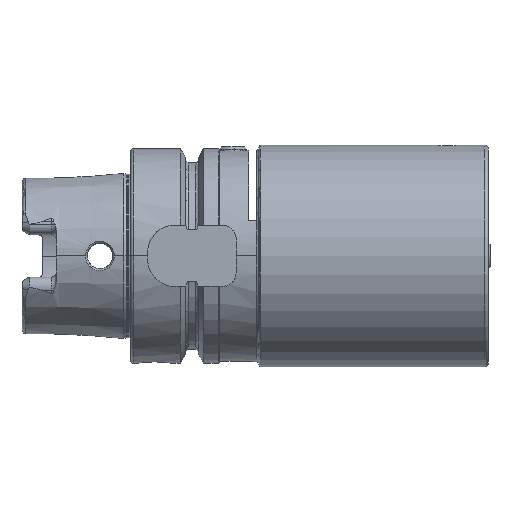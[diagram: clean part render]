
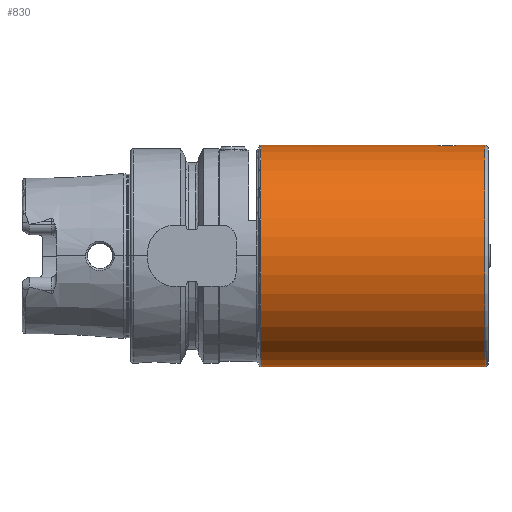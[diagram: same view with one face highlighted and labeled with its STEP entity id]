
A CAD part, top view. The second image highlights one B-rep face of the part: STEP entity #830.
In plain terms, the highlighted cylindrical face has radius 32.5 mm (diameter 65 mm), a partial arc.
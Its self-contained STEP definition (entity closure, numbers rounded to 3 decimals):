
#89 = FACE_OUTER_BOUND ( 'NONE', #2257, .T. ) ;
#473 = CARTESIAN_POINT ( 'NONE',  ( 94.026, 32.366, 2.948 ) ) ;
#830 = ADVANCED_FACE ( 'NONE', ( #89 ), #16250, .T. ) ;
#865 = CARTESIAN_POINT ( 'NONE',  ( 95.42, 32.434, 2.076 ) ) ;
#993 = CARTESIAN_POINT ( 'NONE',  ( 90.884, 32.415, 2.36 ) ) ;
#1292 = DIRECTION ( 'NONE',  ( 1., 0., 0. ) ) ;
#1363 = DIRECTION ( 'NONE',  ( 1., 0., 0. ) ) ;
#1584 = CARTESIAN_POINT ( 'NONE',  ( 104., 32.5, 0. ) ) ;
#1776 = EDGE_CURVE ( 'NONE', #3064, #12474, #7881, .T. ) ;
#2257 = EDGE_LOOP ( 'NONE', ( #12521, #11904, #5749, #18491, #9998, #6905, #9592 ) ) ;
#2286 = CARTESIAN_POINT ( 'NONE',  ( 94.597, 32.387, 2.706 ) ) ;
#2385 = AXIS2_PLACEMENT_3D ( 'NONE', #15036, #1363, #2950 ) ;
#2440 = CARTESIAN_POINT ( 'NONE',  ( 96.074, 32.484, 1.022 ) ) ;
#2589 = CARTESIAN_POINT ( 'NONE',  ( 96.248, 32.5, 0.209 ) ) ;
#2704 = LINE ( 'NONE', #17126, #11823 ) ;
#2782 = CARTESIAN_POINT ( 'NONE',  ( 91.976, 32.366, 2.948 ) ) ;
#2859 = CARTESIAN_POINT ( 'NONE',  ( 91.4, 32.387, 2.704 ) ) ;
#2950 = DIRECTION ( 'NONE',  ( 0., 1., 0. ) ) ;
#3064 = VERTEX_POINT ( 'NONE', #3569 ) ;
#3229 = CARTESIAN_POINT ( 'NONE',  ( 93., 32.352, 3.1 ) ) ;
#3301 = CARTESIAN_POINT ( 'NONE',  ( 89.925, 32.485, 1.02 ) ) ;
#3569 = CARTESIAN_POINT ( 'NONE',  ( 38.169, -32.5, 0. ) ) ;
#4185 = CARTESIAN_POINT ( 'NONE',  ( 96.248, 32.5, 0. ) ) ;
#4943 = CARTESIAN_POINT ( 'NONE',  ( 91.049, 32.405, 2.486 ) ) ;
#5248 = CIRCLE ( 'NONE', #8083, 32.5 ) ;
#5354 = EDGE_CURVE ( 'NONE', #15932, #14713, #17805, .T. ) ;
#5749 = ORIENTED_EDGE ( 'NONE', *, *, #20381, .F. ) ;
#5968 = CARTESIAN_POINT ( 'NONE',  ( 95.118, 32.415, 2.358 ) ) ;
#6125 = AXIS2_PLACEMENT_3D ( 'NONE', #18037, #21160, #12730 ) ;
#6752 = EDGE_CURVE ( 'NONE', #21589, #21788, #2704, .T. ) ;
#6905 = ORIENTED_EDGE ( 'NONE', *, *, #5354, .F. ) ;
#7089 = LINE ( 'NONE', #20166, #20198 ) ;
#7297 = CARTESIAN_POINT ( 'NONE',  ( 93.414, 32.354, 3.081 ) ) ;
#7382 = CARTESIAN_POINT ( 'NONE',  ( 93.207, 32.352, 3.1 ) ) ;
#7460 = CARTESIAN_POINT ( 'NONE',  ( 93.824, 32.361, 3.005 ) ) ;
#7712 = VERTEX_POINT ( 'NONE', #16289 ) ;
#7881 = LINE ( 'NONE', #8263, #13490 ) ;
#8083 = AXIS2_PLACEMENT_3D ( 'NONE', #17348, #12252, #13891 ) ;
#8263 = CARTESIAN_POINT ( 'NONE',  ( 105., -32.5, 0. ) ) ;
#9246 = CARTESIAN_POINT ( 'NONE',  ( 89.752, 32.5, 0. ) ) ;
#9321 = CARTESIAN_POINT ( 'NONE',  ( 89.752, 32.5, 0. ) ) ;
#9592 = ORIENTED_EDGE ( 'NONE', *, *, #20226, .F. ) ;
#9689 = CIRCLE ( 'NONE', #2385, 32.5 ) ;
#9998 = ORIENTED_EDGE ( 'NONE', *, *, #21445, .F. ) ;
#11151 = CARTESIAN_POINT ( 'NONE',  ( 95.905, 32.47, 1.4 ) ) ;
#11271 = CARTESIAN_POINT ( 'NONE',  ( 90.094, 32.47, 1.399 ) ) ;
#11410 = CARTESIAN_POINT ( 'NONE',  ( 89.861, 32.49, 0.823 ) ) ;
#11511 = CARTESIAN_POINT ( 'NONE',  ( 96.248, 32.5, 0. ) ) ;
#11823 = VECTOR ( 'NONE', #20833, 1000. ) ;
#11834 = CARTESIAN_POINT ( 'NONE',  ( 104., -32.5, 0. ) ) ;
#11850 = CARTESIAN_POINT ( 'NONE',  ( 90.578, 32.434, 2.074 ) ) ;
#11904 = ORIENTED_EDGE ( 'NONE', *, *, #1776, .T. ) ;
#12252 = DIRECTION ( 'NONE',  ( 1., 0., 0. ) ) ;
#12474 = VERTEX_POINT ( 'NONE', #11834 ) ;
#12521 = ORIENTED_EDGE ( 'NONE', *, *, #15992, .T. ) ;
#12730 = DIRECTION ( 'NONE',  ( 0., 1., 0. ) ) ;
#12999 = CARTESIAN_POINT ( 'NONE',  ( 90.199, 32.462, 1.582 ) ) ;
#13483 = CARTESIAN_POINT ( 'NONE',  ( 92.583, 32.354, 3.081 ) ) ;
#13490 = VECTOR ( 'NONE', #1292, 1000. ) ;
#13891 = DIRECTION ( 'NONE',  ( 0., 1., 0. ) ) ;
#14574 = CARTESIAN_POINT ( 'NONE',  ( 89.752, 32.5, 0.207 ) ) ;
#14713 = VERTEX_POINT ( 'NONE', #16027 ) ;
#15036 = CARTESIAN_POINT ( 'NONE',  ( 38.169, 0., 0. ) ) ;
#15932 = VERTEX_POINT ( 'NONE', #9246 ) ;
#15967 = CARTESIAN_POINT ( 'NONE',  ( 94.412, 32.379, 2.798 ) ) ;
#15992 = EDGE_CURVE ( 'NONE', #7712, #3064, #9689, .T. ) ;
#16027 = CARTESIAN_POINT ( 'NONE',  ( 93., 32.352, 3.1 ) ) ;
#16113 = CARTESIAN_POINT ( 'NONE',  ( 96.14, 32.49, 0.821 ) ) ;
#16250 = CYLINDRICAL_SURFACE ( 'NONE', #6125, 32.5 ) ;
#16289 = CARTESIAN_POINT ( 'NONE',  ( 38.169, 32.5, 0. ) ) ;
#16353 = CARTESIAN_POINT ( 'NONE',  ( 95.559, 32.444, 1.92 ) ) ;
#17126 = CARTESIAN_POINT ( 'NONE',  ( 105., 32.5, 0. ) ) ;
#17348 = CARTESIAN_POINT ( 'NONE',  ( 104., 0., 0. ) ) ;
#17508 = CARTESIAN_POINT ( 'NONE',  ( 93., 32.352, 3.1 ) ) ;
#17800 = CARTESIAN_POINT ( 'NONE',  ( 96.226, 32.498, 0.414 ) ) ;
#17805 = B_SPLINE_CURVE_WITH_KNOTS ( 'NONE', 3,
 ( #9321, #14574, #21622, #11410, #3301, #11271, #12999, #22049, #11850, #993, #4943, #2859, #18071, #2782, #20352, #13483, #21558, #3229 ),
 .UNSPECIFIED., .F., .F.,
 ( 4, 2, 2, 2, 2, 2, 2, 2, 4 ),
 ( 0.003, 0.003, 0.004, 0.004, 0.005, 0.006, 0.006, 0.007, 0.008 ),
 .UNSPECIFIED. ) ;
#18037 = CARTESIAN_POINT ( 'NONE',  ( 105., 0., 0. ) ) ;
#18071 = CARTESIAN_POINT ( 'NONE',  ( 91.588, 32.379, 2.799 ) ) ;
#18253 = B_SPLINE_CURVE_WITH_KNOTS ( 'NONE', 3,
 ( #17508, #7382, #7297, #7460, #473, #15967, #2286, #19417, #5968, #865, #16353, #21377, #11151, #2440, #16113, #17800, #2589, #4185 ),
 .UNSPECIFIED., .F., .F.,
 ( 4, 2, 2, 2, 2, 2, 2, 2, 4 ),
 ( 0.008, 0.008, 0.009, 0.009, 0.01, 0.011, 0.011, 0.012, 0.012 ),
 .UNSPECIFIED. ) ;
#18467 = DIRECTION ( 'NONE',  ( 1., 0., 0. ) ) ;
#18491 = ORIENTED_EDGE ( 'NONE', *, *, #6752, .F. ) ;
#19417 = CARTESIAN_POINT ( 'NONE',  ( 94.953, 32.405, 2.485 ) ) ;
#20166 = CARTESIAN_POINT ( 'NONE',  ( 105., 32.5, 0. ) ) ;
#20198 = VECTOR ( 'NONE', #18467, 1000. ) ;
#20226 = EDGE_CURVE ( 'NONE', #7712, #15932, #7089, .T. ) ;
#20352 = CARTESIAN_POINT ( 'NONE',  ( 92.175, 32.361, 3.005 ) ) ;
#20381 = EDGE_CURVE ( 'NONE', #21788, #12474, #5248, .T. ) ;
#20833 = DIRECTION ( 'NONE',  ( 1., 0., 0. ) ) ;
#21160 = DIRECTION ( 'NONE',  ( 1., 0., 0. ) ) ;
#21377 = CARTESIAN_POINT ( 'NONE',  ( 95.802, 32.462, 1.58 ) ) ;
#21445 = EDGE_CURVE ( 'NONE', #14713, #21589, #18253, .T. ) ;
#21558 = CARTESIAN_POINT ( 'NONE',  ( 92.793, 32.352, 3.1 ) ) ;
#21589 = VERTEX_POINT ( 'NONE', #11511 ) ;
#21622 = CARTESIAN_POINT ( 'NONE',  ( 89.774, 32.498, 0.416 ) ) ;
#21788 = VERTEX_POINT ( 'NONE', #1584 ) ;
#22049 = CARTESIAN_POINT ( 'NONE',  ( 90.441, 32.444, 1.919 ) ) ;
